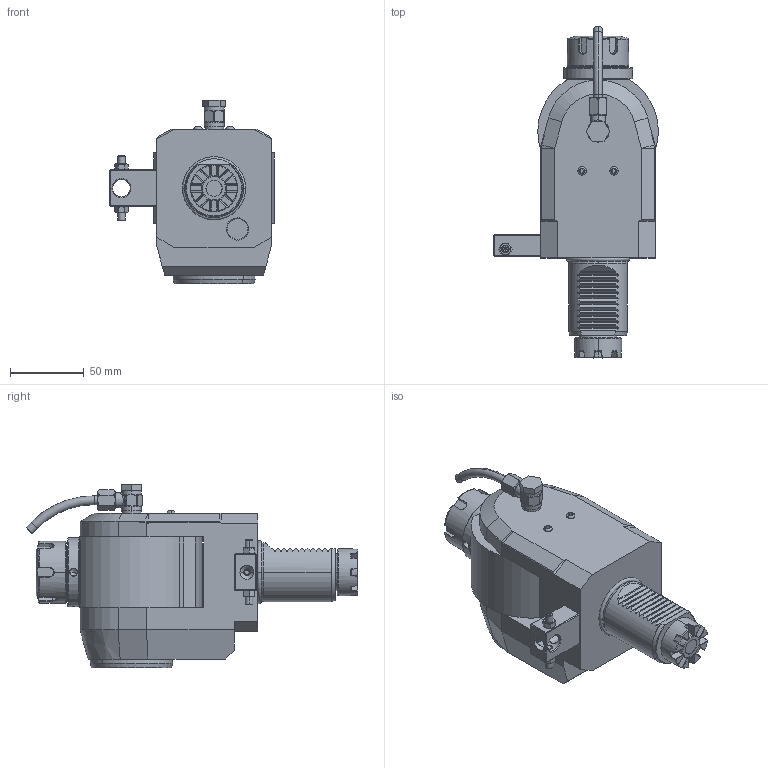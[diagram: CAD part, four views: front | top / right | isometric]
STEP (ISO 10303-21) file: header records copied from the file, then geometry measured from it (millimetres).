
FILE_DESCRIPTION((''),'2;1');
FILE_NAME('NGT1_40_541_25_2_2','2020-06-12T',('vali'),('NOVA GRUP'),'PRO/ENGINEER BY PARAMETRIC TECHNOLOGY CORPORATION, 2010280','PRO/ENGINEER BY PARAMETRIC TECHNOLOGY CORPORATION, 2010280','');
FILE_SCHEMA(('CONFIG_CONTROL_DESIGN'));
Length unit declared in the file: millimetre
Products named in the file (1): NGT1_40_541_25_2_2
Bounding box: 111.99 x 225.67 x 124.9 mm (x, y, z)
Volume: 934161.7 mm3; surface area: 85269.5 mm2
Topology: 1 solids, 3 shells, 651 faces, 1656 edges, 1025 vertices
Faces by surface type: plane 272, cylinder 144, cone 101, bspline 94, torus 40
Entity records: 28146 total; most frequent: CARTESIAN_POINT 13549, ORIENTED_EDGE 3272, DIRECTION 2632, EDGE_CURVE 1636, VERTEX_POINT 1025, AXIS2_PLACEMENT_3D 960, VECTOR 712, LINE 712
